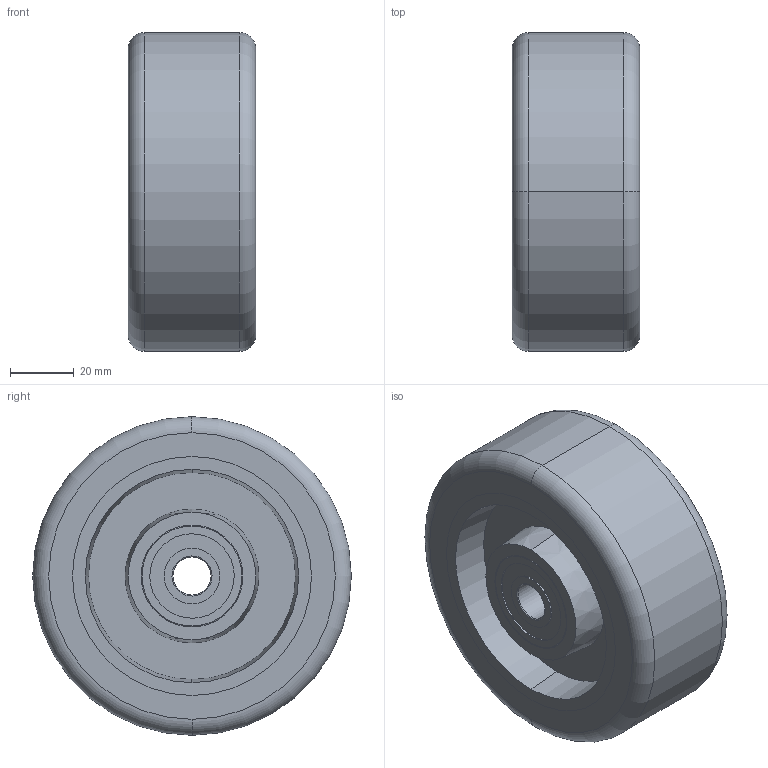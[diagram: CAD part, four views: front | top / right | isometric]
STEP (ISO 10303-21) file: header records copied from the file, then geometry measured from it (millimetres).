
FILE_DESCRIPTION (( 'STEP AP214' ), '1' );
FILE_NAME ('0031039.step', '2020-08-25T07:04:10', ( '' ), ( '' ), 'SwSTEP 2.0', 'SolidWorks 2018', '' );
FILE_SCHEMA (( 'AUTOMOTIVE_DESIGN' ));
Length unit declared in the file: millimetre
Products named in the file (1): 0031039
Bounding box: 40 x 100 x 100 mm (x, y, z)
Volume: 247150.2 mm3; surface area: 69285.9 mm2
Topology: 13 solids, 13 shells, 140 faces, 280 edges, 168 vertices
Faces by surface type: cylinder 56, torus 40, plane 28, cone 16
Entity records: 5418 total; most frequent: DIRECTION 770, CARTESIAN_POINT 589, ORIENTED_EDGE 560, AXIS2_PLACEMENT_3D 349, EDGE_CURVE 280, CIRCLE 208, EDGE_LOOP 168, VERTEX_POINT 168
